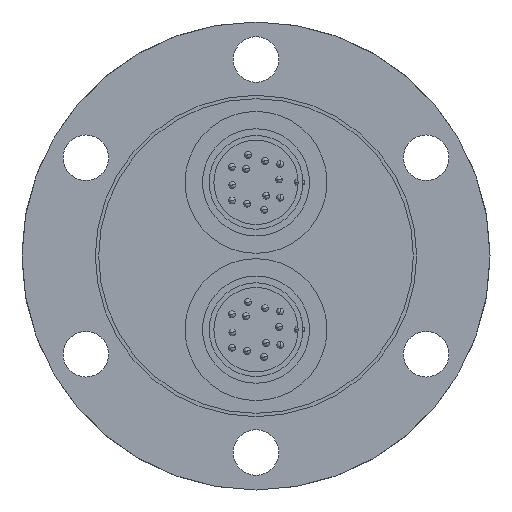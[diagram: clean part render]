
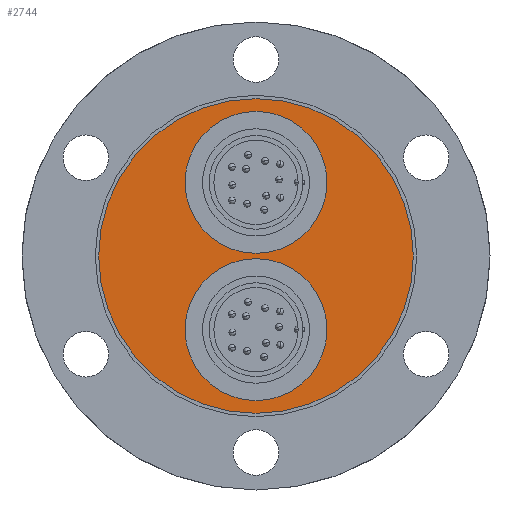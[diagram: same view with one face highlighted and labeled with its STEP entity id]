
A CAD part, front view. The second image highlights one B-rep face of the part: STEP entity #2744.
In plain terms, the highlighted face is planar.
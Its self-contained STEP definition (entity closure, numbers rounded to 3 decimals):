
#8 = DIRECTION ( 'NONE',  ( 0., 1., 0. ) ) ;
#79 = CIRCLE ( 'NONE', #3262, 10.6 ) ;
#258 = EDGE_CURVE ( 'NONE', #2523, #360, #2843, .T. ) ;
#295 = CARTESIAN_POINT ( 'NONE',  ( 0., 4.5, -0.4 ) ) ;
#360 = VERTEX_POINT ( 'NONE', #295 ) ;
#362 = DIRECTION ( 'NONE',  ( 0., 1., 0. ) ) ;
#418 = ORIENTED_EDGE ( 'NONE', *, *, #4360, .F. ) ;
#532 = DIRECTION ( 'NONE',  ( 0., 0., 1. ) ) ;
#566 = EDGE_CURVE ( 'NONE', #2293, #3678, #1767, .T. ) ;
#658 = AXIS2_PLACEMENT_3D ( 'NONE', #1541, #2180, #1358 ) ;
#712 = DIRECTION ( 'NONE',  ( 0., 1., 0. ) ) ;
#837 = CIRCLE ( 'NONE', #4330, 23.5 ) ;
#887 = ORIENTED_EDGE ( 'NONE', *, *, #566, .F. ) ;
#1060 = FACE_BOUND ( 'NONE', #1669, .T. ) ;
#1085 = DIRECTION ( 'NONE',  ( 0., 1., 0. ) ) ;
#1147 = VERTEX_POINT ( 'NONE', #4388 ) ;
#1238 = CARTESIAN_POINT ( 'NONE',  ( 0., 4.5, 21.6 ) ) ;
#1270 = CARTESIAN_POINT ( 'NONE',  ( 0., 4.5, 0. ) ) ;
#1354 = EDGE_LOOP ( 'NONE', ( #4214, #1711 ) ) ;
#1358 = DIRECTION ( 'NONE',  ( 0., 0., 1. ) ) ;
#1383 = AXIS2_PLACEMENT_3D ( 'NONE', #1270, #1621, #532 ) ;
#1446 = CARTESIAN_POINT ( 'NONE',  ( 0., 4.5, -21.6 ) ) ;
#1463 = CARTESIAN_POINT ( 'NONE',  ( 0., 4.5, 23.5 ) ) ;
#1467 = CIRCLE ( 'NONE', #2260, 23.5 ) ;
#1541 = CARTESIAN_POINT ( 'NONE',  ( 0., 4.5, 11. ) ) ;
#1621 = DIRECTION ( 'NONE',  ( 0., 1., 0. ) ) ;
#1669 = EDGE_LOOP ( 'NONE', ( #418, #2383 ) ) ;
#1711 = ORIENTED_EDGE ( 'NONE', *, *, #2414, .T. ) ;
#1767 = CIRCLE ( 'NONE', #658, 10.6 ) ;
#1803 = DIRECTION ( 'NONE',  ( 0., 0., 1. ) ) ;
#1825 = EDGE_CURVE ( 'NONE', #3547, #1147, #837, .T. ) ;
#1981 = FACE_BOUND ( 'NONE', #4446, .T. ) ;
#2180 = DIRECTION ( 'NONE',  ( 0., 1., 0. ) ) ;
#2260 = AXIS2_PLACEMENT_3D ( 'NONE', #3188, #1085, #1803 ) ;
#2293 = VERTEX_POINT ( 'NONE', #2858 ) ;
#2383 = ORIENTED_EDGE ( 'NONE', *, *, #258, .F. ) ;
#2414 = EDGE_CURVE ( 'NONE', #1147, #3547, #1467, .T. ) ;
#2469 = CARTESIAN_POINT ( 'NONE',  ( 0., 4.5, 0. ) ) ;
#2485 = DIRECTION ( 'NONE',  ( 0., 1., 0. ) ) ;
#2523 = VERTEX_POINT ( 'NONE', #1446 ) ;
#2548 = AXIS2_PLACEMENT_3D ( 'NONE', #2621, #362, #4589 ) ;
#2621 = CARTESIAN_POINT ( 'NONE',  ( 0., 4.5, 11. ) ) ;
#2744 = ADVANCED_FACE ( 'NONE', ( #1981, #1060, #4088 ), #3382, .T. ) ;
#2823 = EDGE_CURVE ( 'NONE', #3678, #2293, #4470, .T. ) ;
#2841 = CARTESIAN_POINT ( 'NONE',  ( 0., 4.5, -11. ) ) ;
#2843 = CIRCLE ( 'NONE', #2984, 10.6 ) ;
#2858 = CARTESIAN_POINT ( 'NONE',  ( 0., 4.5, 0.4 ) ) ;
#2984 = AXIS2_PLACEMENT_3D ( 'NONE', #3603, #2485, #3288 ) ;
#3188 = CARTESIAN_POINT ( 'NONE',  ( 0., 4.5, 0. ) ) ;
#3190 = DIRECTION ( 'NONE',  ( 0., 0., 1. ) ) ;
#3262 = AXIS2_PLACEMENT_3D ( 'NONE', #2841, #712, #3190 ) ;
#3288 = DIRECTION ( 'NONE',  ( 0., 0., 1. ) ) ;
#3382 = PLANE ( 'NONE',  #1383 ) ;
#3547 = VERTEX_POINT ( 'NONE', #1463 ) ;
#3603 = CARTESIAN_POINT ( 'NONE',  ( 0., 4.5, -11. ) ) ;
#3678 = VERTEX_POINT ( 'NONE', #1238 ) ;
#3895 = DIRECTION ( 'NONE',  ( 0., 0., 1. ) ) ;
#4088 = FACE_OUTER_BOUND ( 'NONE', #1354, .T. ) ;
#4214 = ORIENTED_EDGE ( 'NONE', *, *, #1825, .T. ) ;
#4330 = AXIS2_PLACEMENT_3D ( 'NONE', #2469, #8, #3895 ) ;
#4360 = EDGE_CURVE ( 'NONE', #360, #2523, #79, .T. ) ;
#4376 = ORIENTED_EDGE ( 'NONE', *, *, #2823, .F. ) ;
#4388 = CARTESIAN_POINT ( 'NONE',  ( 0., 4.5, -23.5 ) ) ;
#4446 = EDGE_LOOP ( 'NONE', ( #4376, #887 ) ) ;
#4470 = CIRCLE ( 'NONE', #2548, 10.6 ) ;
#4589 = DIRECTION ( 'NONE',  ( 0., 0., 1. ) ) ;
